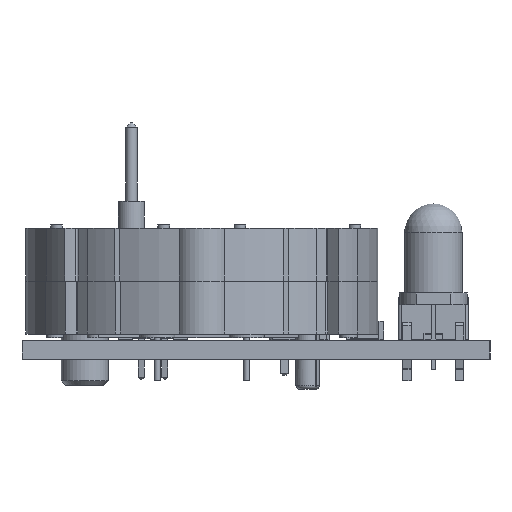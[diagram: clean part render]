
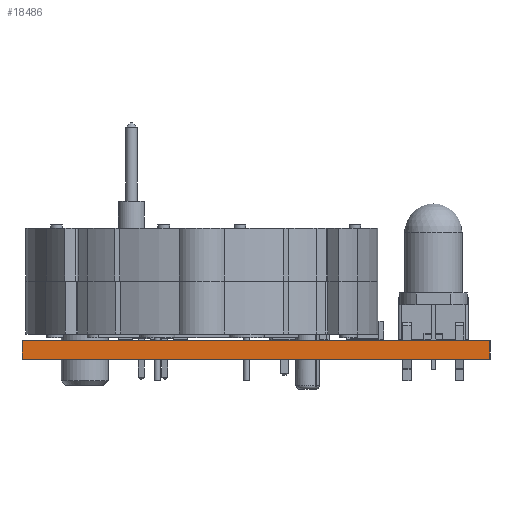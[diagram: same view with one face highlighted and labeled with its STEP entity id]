
A CAD part, left-side view. The second image highlights one B-rep face of the part: STEP entity #18486.
In plain terms, the highlighted planar face has unit normal (-1, 0, 0).
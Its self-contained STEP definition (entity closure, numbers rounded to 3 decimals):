
#18430 = VERTEX_POINT('',#18431);
#18431 = CARTESIAN_POINT('',(111.168,-117.222,1.6));
#18437 = EDGE_CURVE('',#18438,#18430,#18440,.T.);
#18438 = VERTEX_POINT('',#18439);
#18439 = CARTESIAN_POINT('',(111.168,-117.222,0.));
#18440 = LINE('',#18441,#18442);
#18441 = CARTESIAN_POINT('',(111.168,-117.222,0.));
#18442 = VECTOR('',#18443,1.);
#18443 = DIRECTION('',(0.,0.,1.));
#18486 = ADVANCED_FACE('',(#18487),#18512,.T.);
#18487 = FACE_BOUND('',#18488,.T.);
#18488 = EDGE_LOOP('',(#18489,#18490,#18498,#18506));
#18489 = ORIENTED_EDGE('',*,*,#18437,.T.);
#18490 = ORIENTED_EDGE('',*,*,#18491,.T.);
#18491 = EDGE_CURVE('',#18430,#18492,#18494,.T.);
#18492 = VERTEX_POINT('',#18493);
#18493 = CARTESIAN_POINT('',(111.168,-77.344,1.6));
#18494 = LINE('',#18495,#18496);
#18495 = CARTESIAN_POINT('',(111.168,-117.222,1.6));
#18496 = VECTOR('',#18497,1.);
#18497 = DIRECTION('',(0.,1.,0.));
#18498 = ORIENTED_EDGE('',*,*,#18499,.F.);
#18499 = EDGE_CURVE('',#18500,#18492,#18502,.T.);
#18500 = VERTEX_POINT('',#18501);
#18501 = CARTESIAN_POINT('',(111.168,-77.344,0.));
#18502 = LINE('',#18503,#18504);
#18503 = CARTESIAN_POINT('',(111.168,-77.344,0.));
#18504 = VECTOR('',#18505,1.);
#18505 = DIRECTION('',(0.,0.,1.));
#18506 = ORIENTED_EDGE('',*,*,#18507,.F.);
#18507 = EDGE_CURVE('',#18438,#18500,#18508,.T.);
#18508 = LINE('',#18509,#18510);
#18509 = CARTESIAN_POINT('',(111.168,-117.222,0.));
#18510 = VECTOR('',#18511,1.);
#18511 = DIRECTION('',(0.,1.,0.));
#18512 = PLANE('',#18513);
#18513 = AXIS2_PLACEMENT_3D('',#18514,#18515,#18516);
#18514 = CARTESIAN_POINT('',(111.168,-117.222,0.));
#18515 = DIRECTION('',(-1.,0.,0.));
#18516 = DIRECTION('',(0.,1.,0.));
